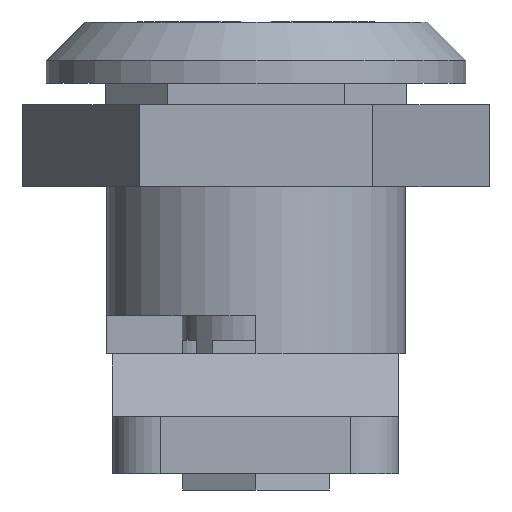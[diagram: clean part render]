
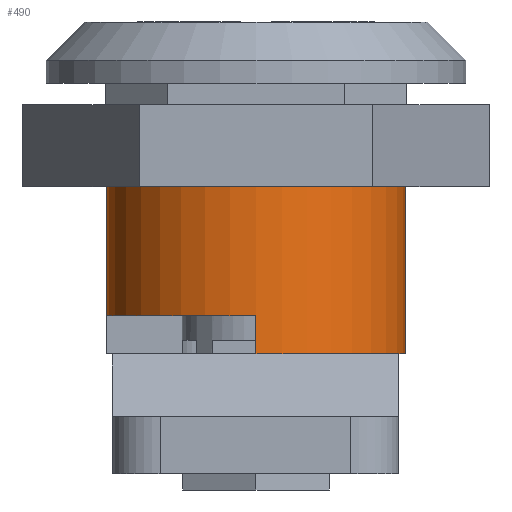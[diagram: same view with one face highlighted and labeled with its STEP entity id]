
A CAD part, left-side view. The second image highlights one B-rep face of the part: STEP entity #490.
In plain terms, the highlighted cylindrical face has radius 9.97 mm (diameter 19.939 mm), a full revolution.
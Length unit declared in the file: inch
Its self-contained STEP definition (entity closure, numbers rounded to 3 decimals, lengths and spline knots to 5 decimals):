
#42 = CARTESIAN_POINT ( 'NONE',  ( -0.3925, 0., -0.07 ) ) ;
#69 = EDGE_CURVE ( 'NONE', #3462, #1030, #2512, .T. ) ;
#83 = VERTEX_POINT ( 'NONE', #1008 ) ;
#159 = DIRECTION ( 'NONE',  ( -1., 0., 0. ) ) ;
#169 = VERTEX_POINT ( 'NONE', #42 ) ;
#172 = EDGE_CURVE ( 'NONE', #169, #169, #866, .T. ) ;
#237 = DIRECTION ( 'NONE',  ( 0., 0., -1. ) ) ;
#359 = VERTEX_POINT ( 'NONE', #923 ) ;
#414 = DIRECTION ( 'NONE',  ( -1., 0., 0. ) ) ;
#490 = ADVANCED_FACE ( 'NONE', ( #3640, #1376 ), #3448, .T. ) ;
#493 = ORIENTED_EDGE ( 'NONE', *, *, #69, .T. ) ;
#531 = AXIS2_PLACEMENT_3D ( 'NONE', #1932, #1957, #694 ) ;
#557 = CARTESIAN_POINT ( 'NONE',  ( -0.3925, 0., -0.61 ) ) ;
#694 = DIRECTION ( 'NONE',  ( -1., 0., 0. ) ) ;
#801 = ORIENTED_EDGE ( 'NONE', *, *, #172, .T. ) ;
#866 = CIRCLE ( 'NONE', #2409, 0.3925 ) ;
#923 = CARTESIAN_POINT ( 'NONE',  ( -0.3925, 0., -0.71 ) ) ;
#941 = EDGE_LOOP ( 'NONE', ( #950, #2406, #493, #2905 ) ) ;
#950 = ORIENTED_EDGE ( 'NONE', *, *, #3014, .T. ) ;
#1008 = CARTESIAN_POINT ( 'NONE',  ( 0., 0.3925, -0.71 ) ) ;
#1023 = EDGE_CURVE ( 'NONE', #1030, #359, #1854, .T. ) ;
#1030 = VERTEX_POINT ( 'NONE', #557 ) ;
#1247 = CARTESIAN_POINT ( 'NONE',  ( 0., 0., -0.71 ) ) ;
#1376 = FACE_OUTER_BOUND ( 'NONE', #3108, .T. ) ;
#1512 = CARTESIAN_POINT ( 'NONE',  ( 0., 0.3925, -0.71 ) ) ;
#1659 = CARTESIAN_POINT ( 'NONE',  ( 0., 0., -0.71 ) ) ;
#1662 = CARTESIAN_POINT ( 'NONE',  ( 0., 0., -0.07 ) ) ;
#1854 = LINE ( 'NONE', #3202, #3773 ) ;
#1906 = EDGE_CURVE ( 'NONE', #83, #3462, #2400, .T. ) ;
#1932 = CARTESIAN_POINT ( 'NONE',  ( 0., 0., -0.61 ) ) ;
#1957 = DIRECTION ( 'NONE',  ( 0., 0., 1. ) ) ;
#2017 = AXIS2_PLACEMENT_3D ( 'NONE', #1659, #3099, #414 ) ;
#2400 = LINE ( 'NONE', #1512, #3852 ) ;
#2406 = ORIENTED_EDGE ( 'NONE', *, *, #1906, .T. ) ;
#2409 = AXIS2_PLACEMENT_3D ( 'NONE', #1662, #3726, #159 ) ;
#2445 = CARTESIAN_POINT ( 'NONE',  ( 0., 0.3925, -0.61 ) ) ;
#2512 = CIRCLE ( 'NONE', #531, 0.3925 ) ;
#2514 = CIRCLE ( 'NONE', #2017, 0.3925 ) ;
#2709 = DIRECTION ( 'NONE',  ( 0., 0., 1. ) ) ;
#2905 = ORIENTED_EDGE ( 'NONE', *, *, #1023, .T. ) ;
#3014 = EDGE_CURVE ( 'NONE', #359, #83, #2514, .T. ) ;
#3099 = DIRECTION ( 'NONE',  ( 0., 0., 1. ) ) ;
#3108 = EDGE_LOOP ( 'NONE', ( #801 ) ) ;
#3143 = AXIS2_PLACEMENT_3D ( 'NONE', #1247, #3301, #3195 ) ;
#3195 = DIRECTION ( 'NONE',  ( -1., 0., 0. ) ) ;
#3202 = CARTESIAN_POINT ( 'NONE',  ( -0.3925, 0., -0.71 ) ) ;
#3301 = DIRECTION ( 'NONE',  ( 0., 0., -1. ) ) ;
#3448 = CYLINDRICAL_SURFACE ( 'NONE', #3143, 0.3925 ) ;
#3462 = VERTEX_POINT ( 'NONE', #2445 ) ;
#3640 = FACE_OUTER_BOUND ( 'NONE', #941, .T. ) ;
#3726 = DIRECTION ( 'NONE',  ( 0., 0., -1. ) ) ;
#3773 = VECTOR ( 'NONE', #237, 39.37008 ) ;
#3852 = VECTOR ( 'NONE', #2709, 39.37008 ) ;
